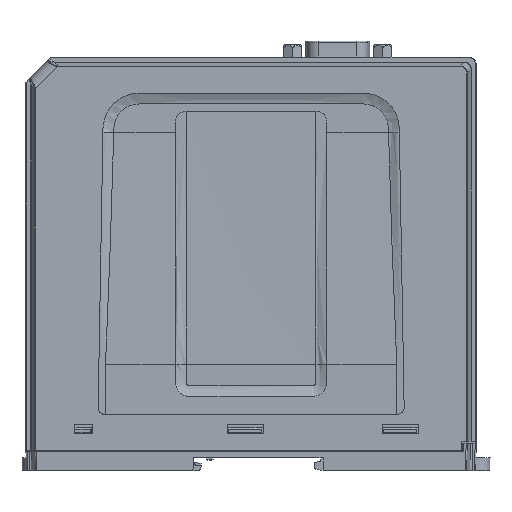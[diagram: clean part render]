
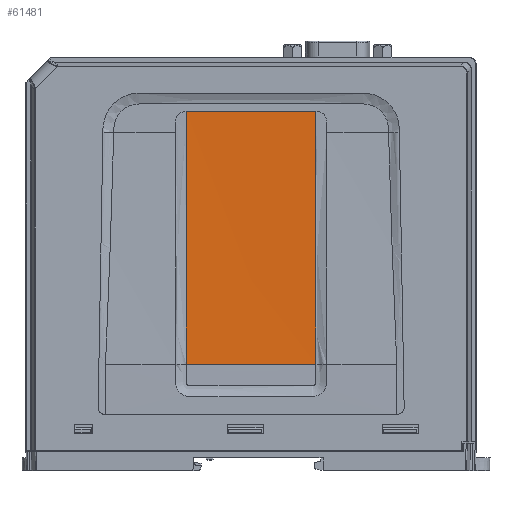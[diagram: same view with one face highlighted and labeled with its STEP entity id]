
A CAD part, top view. The second image highlights one B-rep face of the part: STEP entity #61481.
In plain terms, the highlighted free-form (B-spline) face has degree [3, 3] with [7, 6] control points.
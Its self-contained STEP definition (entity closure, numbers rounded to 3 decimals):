
#1172 = CARTESIAN_POINT ( 'NONE',  ( 18., -30.601, 12.474 ) ) ;
#5658 = CARTESIAN_POINT ( 'NONE',  ( -9., 16.2, 12.5 ) ) ;
#7577 = CARTESIAN_POINT ( 'NONE',  ( 15., 39.6, 12.5 ) ) ;
#20324 = CARTESIAN_POINT ( 'NONE',  ( -9., 39.6, 12.5 ) ) ;
#21299 = CARTESIAN_POINT ( 'NONE',  ( 0., 16.2, 12.5 ) ) ;
#21308 = CARTESIAN_POINT ( 'NONE',  ( 18., -20.132, 12.389 ) ) ;
#22264 = CARTESIAN_POINT ( 'NONE',  ( 0., -7.202, 12.2 ) ) ;
#24011 = B_SPLINE_CURVE_WITH_KNOTS ( 'NONE', 3,
 ( #92665, #80900, #185405, #64254 ),
 .UNSPECIFIED., .F., .F.,
 ( 4, 4 ),
 ( 0., 1. ),
 .UNSPECIFIED. ) ;
#25571 = EDGE_CURVE ( 'NONE', #177463, #121633, #24011, .T. ) ;
#27082 = CARTESIAN_POINT ( 'NONE',  ( 18., 16.625, 12.458 ) ) ;
#28040 = CARTESIAN_POINT ( 'NONE',  ( 18., 38.585, 12.5 ) ) ;
#35028 = CARTESIAN_POINT ( 'NONE',  ( -18., 39.6, 12.5 ) ) ;
#36948 = CARTESIAN_POINT ( 'NONE',  ( 15., 16.2, 12.5 ) ) ;
#38869 = CARTESIAN_POINT ( 'NONE',  ( -15., 39.6, 12.5 ) ) ;
#49679 = CARTESIAN_POINT ( 'NONE',  ( 9., -22.801, 12.431 ) ) ;
#51611 = CARTESIAN_POINT ( 'NONE',  ( 18., -6.999, 12.296 ) ) ;
#51721 = ORIENTED_EDGE ( 'NONE', *, *, #65262, .T. ) ;
#53522 = CARTESIAN_POINT ( 'NONE',  ( -9., -30.601, 12.474 ) ) ;
#58589 = B_SPLINE_CURVE_WITH_KNOTS ( 'NONE', 3,
 ( #109251, #65269, #124840, #21308, #66219, #185452, #51611, #111180, #81919, #101372, #27082, #84813, #174632, #83847, #191239, #71078, #144279, #173668, #102329, #172687, #28040, #115007, #189312 ),
 .UNSPECIFIED., .F., .F.,
 ( 4, 1, 1, 1, 1, 1, 1, 1, 1, 1, 1, 1, 1, 1, 1, 2, 1, 1, 1, 4 ),
 ( 0., 0.112, 0.167, 0.168, 0.224, 0.336, 0.448, 0.556, 0.56, 0.672, 0.784, 0.896, 0.906, 0.917, 0.927, 0.938, 0.953, 0.969, 0.984, 1. ),
 .UNSPECIFIED. ) ;
#61481 = ADVANCED_FACE ( 'NONE', ( #111172 ), #106414, .T. ) ;
#64254 = CARTESIAN_POINT ( 'NONE',  ( -18., -30.601, 12.474 ) ) ;
#65259 = CARTESIAN_POINT ( 'NONE',  ( -15., 31.8, 12.5 ) ) ;
#65262 = EDGE_CURVE ( 'NONE', #89154, #121633, #68186, .T. ) ;
#65269 = CARTESIAN_POINT ( 'NONE',  ( 18., -27.973, 12.46 ) ) ;
#66213 = CARTESIAN_POINT ( 'NONE',  ( 9.001, -7.202, 12.2 ) ) ;
#66219 = CARTESIAN_POINT ( 'NONE',  ( 18., -17.511, 12.365 ) ) ;
#67179 = CARTESIAN_POINT ( 'NONE',  ( 15., -7.202, 12.2 ) ) ;
#68186 = B_SPLINE_CURVE_WITH_KNOTS ( 'NONE', 3,
 ( #73721, #147866, #102076, #178219, #131326, #179175 ),
 .UNSPECIFIED., .F., .F.,
 ( 4, 1, 1, 4 ),
 ( 0., 0.333, 0.667, 1. ),
 .UNSPECIFIED. ) ;
#70488 = ORIENTED_EDGE ( 'NONE', *, *, #25571, .F. ) ;
#70608 = ORIENTED_EDGE ( 'NONE', *, *, #142761, .T. ) ;
#71078 = CARTESIAN_POINT ( 'NONE',  ( 18., 34.705, 12.5 ) ) ;
#73721 = CARTESIAN_POINT ( 'NONE',  ( -18., 39.6, 12.5 ) ) ;
#80900 = CARTESIAN_POINT ( 'NONE',  ( 6.001, -30.601, 12.474 ) ) ;
#80943 = CARTESIAN_POINT ( 'NONE',  ( 18., 16.2, 12.5 ) ) ;
#81911 = CARTESIAN_POINT ( 'NONE',  ( 0., -30.601, 12.474 ) ) ;
#81919 = CARTESIAN_POINT ( 'NONE',  ( 18., 6.013, 12.369 ) ) ;
#82872 = CARTESIAN_POINT ( 'NONE',  ( -9., 31.8, 12.5 ) ) ;
#83847 = CARTESIAN_POINT ( 'NONE',  ( 18., 33.228, 12.499 ) ) ;
#84813 = CARTESIAN_POINT ( 'NONE',  ( 18., 24.537, 12.49 ) ) ;
#85518 = DIRECTION ( 'NONE',  ( -1., 0., 0. ) ) ;
#86843 = CARTESIAN_POINT ( 'NONE',  ( 18., 39.6, 12.5 ) ) ;
#89154 = VERTEX_POINT ( 'NONE', #126686 ) ;
#92665 = CARTESIAN_POINT ( 'NONE',  ( 18., -30.601, 12.474 ) ) ;
#94619 = CARTESIAN_POINT ( 'NONE',  ( -18., 31.8, 12.5 ) ) ;
#97215 = CARTESIAN_POINT ( 'NONE',  ( -18., -30.601, 12.474 ) ) ;
#97482 = CARTESIAN_POINT ( 'NONE',  ( -18., 16.2, 12.5 ) ) ;
#98445 = CARTESIAN_POINT ( 'NONE',  ( -15., -30.601, 12.474 ) ) ;
#101372 = CARTESIAN_POINT ( 'NONE',  ( 18., 11.266, 12.413 ) ) ;
#102076 = CARTESIAN_POINT ( 'NONE',  ( -18., 16.2, 12.5 ) ) ;
#102087 = CARTESIAN_POINT ( 'NONE',  ( 62.5, 39.6, 12.5 ) ) ;
#102329 = CARTESIAN_POINT ( 'NONE',  ( 18., 36.503, 12.5 ) ) ;
#106414 = B_SPLINE_SURFACE_WITH_KNOTS ( 'NONE', 3, 3, ( 
 ( #158010, #170761, #80943, #168837, #172679, #110198 ),
 ( #7577, #155118, #36948, #67179, #125789, #124831 ),
 ( #156083, #157043, #127717, #66213, #49679, #140434 ),
 ( #113084, #112132, #21299, #22264, #141387, #81911 ),
 ( #20324, #82872, #5658, #187374, #183496, #53522 ),
 ( #38869, #65259, #171728, #109245, #169791, #98445 ),
 ( #35028, #94619, #97482, #126760, #184462, #154141 ) ),
 .UNSPECIFIED., .F., .F., .F.,
 ( 4, 1, 1, 1, 4 ),
 ( 4, 1, 1, 4 ),
 ( 0., 0.25, 0.5, 0.75, 1. ),
 ( 0., 0.333, 0.667, 1. ),
 .UNSPECIFIED. ) ;
#109245 = CARTESIAN_POINT ( 'NONE',  ( -15., -7.202, 12.2 ) ) ;
#109251 = CARTESIAN_POINT ( 'NONE',  ( 18., -30.601, 12.474 ) ) ;
#110198 = CARTESIAN_POINT ( 'NONE',  ( 18., -30.601, 12.474 ) ) ;
#111172 = FACE_OUTER_BOUND ( 'NONE', #179360, .T. ) ;
#111180 = CARTESIAN_POINT ( 'NONE',  ( 18., 0.765, 12.325 ) ) ;
#112132 = CARTESIAN_POINT ( 'NONE',  ( 0., 31.8, 12.5 ) ) ;
#113084 = CARTESIAN_POINT ( 'NONE',  ( 0., 39.6, 12.5 ) ) ;
#115007 = CARTESIAN_POINT ( 'NONE',  ( 18., 39.263, 12.5 ) ) ;
#117094 = EDGE_CURVE ( 'NONE', #170300, #89154, #190995, .T. ) ;
#121633 = VERTEX_POINT ( 'NONE', #97215 ) ;
#124831 = CARTESIAN_POINT ( 'NONE',  ( 15., -30.601, 12.474 ) ) ;
#124840 = CARTESIAN_POINT ( 'NONE',  ( 18., -24.066, 12.426 ) ) ;
#125789 = CARTESIAN_POINT ( 'NONE',  ( 15., -22.801, 12.431 ) ) ;
#126686 = CARTESIAN_POINT ( 'NONE',  ( -18., 39.6, 12.5 ) ) ;
#126760 = CARTESIAN_POINT ( 'NONE',  ( -18., -7.202, 12.2 ) ) ;
#127717 = CARTESIAN_POINT ( 'NONE',  ( 9., 16.2, 12.5 ) ) ;
#131326 = CARTESIAN_POINT ( 'NONE',  ( -18., -22.801, 12.431 ) ) ;
#140434 = CARTESIAN_POINT ( 'NONE',  ( 9., -30.601, 12.474 ) ) ;
#141387 = CARTESIAN_POINT ( 'NONE',  ( 0., -22.801, 12.431 ) ) ;
#142761 = EDGE_CURVE ( 'NONE', #177463, #170300, #58589, .T. ) ;
#144279 = CARTESIAN_POINT ( 'NONE',  ( 18., 35.19, 12.5 ) ) ;
#147866 = CARTESIAN_POINT ( 'NONE',  ( -18., 31.8, 12.5 ) ) ;
#154141 = CARTESIAN_POINT ( 'NONE',  ( -18., -30.601, 12.474 ) ) ;
#155118 = CARTESIAN_POINT ( 'NONE',  ( 15., 31.8, 12.5 ) ) ;
#155540 = VECTOR ( 'NONE', #85518, 1000. ) ;
#156083 = CARTESIAN_POINT ( 'NONE',  ( 9., 39.6, 12.5 ) ) ;
#157043 = CARTESIAN_POINT ( 'NONE',  ( 9., 31.8, 12.5 ) ) ;
#158010 = CARTESIAN_POINT ( 'NONE',  ( 18., 39.6, 12.5 ) ) ;
#163821 = ORIENTED_EDGE ( 'NONE', *, *, #117094, .T. ) ;
#168837 = CARTESIAN_POINT ( 'NONE',  ( 18., -7.202, 12.2 ) ) ;
#169791 = CARTESIAN_POINT ( 'NONE',  ( -15., -22.801, 12.431 ) ) ;
#170300 = VERTEX_POINT ( 'NONE', #86843 ) ;
#170761 = CARTESIAN_POINT ( 'NONE',  ( 18., 31.8, 12.5 ) ) ;
#171728 = CARTESIAN_POINT ( 'NONE',  ( -15., 16.2, 12.5 ) ) ;
#172679 = CARTESIAN_POINT ( 'NONE',  ( 18., -22.801, 12.431 ) ) ;
#172687 = CARTESIAN_POINT ( 'NONE',  ( 18., 37.552, 12.5 ) ) ;
#173668 = CARTESIAN_POINT ( 'NONE',  ( 18., 35.791, 12.5 ) ) ;
#174632 = CARTESIAN_POINT ( 'NONE',  ( 18., 30.078, 12.497 ) ) ;
#177463 = VERTEX_POINT ( 'NONE', #1172 ) ;
#178219 = CARTESIAN_POINT ( 'NONE',  ( -18., -7.202, 12.2 ) ) ;
#179175 = CARTESIAN_POINT ( 'NONE',  ( -18., -30.601, 12.474 ) ) ;
#179360 = EDGE_LOOP ( 'NONE', ( #163821, #51721, #70488, #70608 ) ) ;
#183496 = CARTESIAN_POINT ( 'NONE',  ( -9., -22.801, 12.431 ) ) ;
#184462 = CARTESIAN_POINT ( 'NONE',  ( -18., -22.801, 12.431 ) ) ;
#185405 = CARTESIAN_POINT ( 'NONE',  ( -6.001, -30.601, 12.474 ) ) ;
#185452 = CARTESIAN_POINT ( 'NONE',  ( 18., -13.549, 12.331 ) ) ;
#187374 = CARTESIAN_POINT ( 'NONE',  ( -9., -7.202, 12.2 ) ) ;
#189312 = CARTESIAN_POINT ( 'NONE',  ( 18., 39.6, 12.5 ) ) ;
#190995 = LINE ( 'NONE', #102087, #155540 ) ;
#191239 = CARTESIAN_POINT ( 'NONE',  ( 18., 33.969, 12.499 ) ) ;
